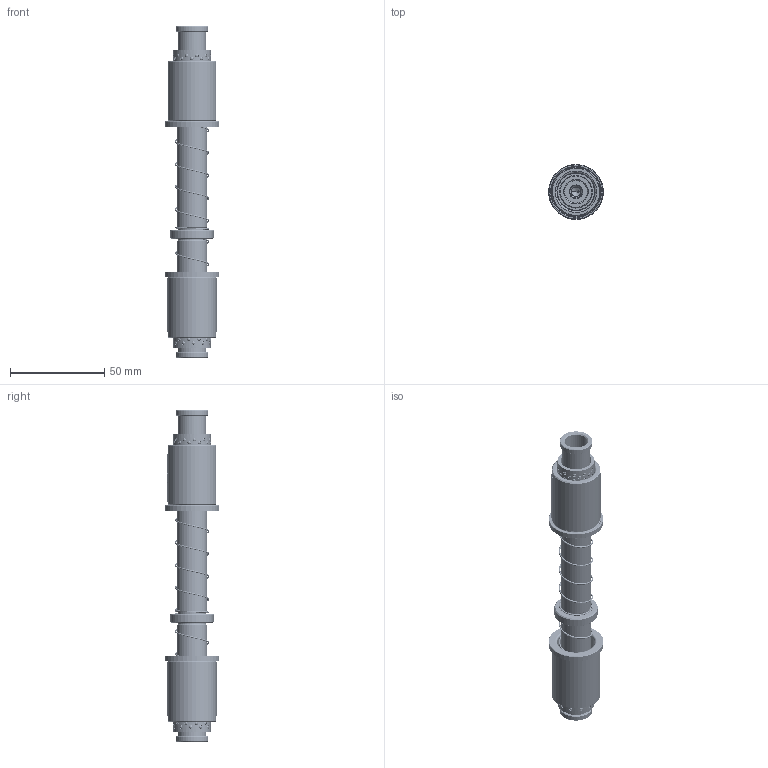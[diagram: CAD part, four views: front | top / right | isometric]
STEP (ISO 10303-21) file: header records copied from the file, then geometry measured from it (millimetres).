
FILE_DESCRIPTION (( 'STEP AP214' ), '1' );
FILE_NAME ('BJGPH BSGPH-D16-LA90-LB50-絳杶BL35.STEP', '2021-09-29T06:43:32', ( 'User' ), ( 'china' ), 'SwSTEP 2.0', 'SolidWorks 2016', '' );
FILE_SCHEMA (( 'AUTOMOTIVE_DESIGN' ));
Length unit declared in the file: millimetre
Products named in the file (10): HWP-B-D18.3-d16.5-L80; HWP-B-D18.3-d16.5-L40; GGTK-D17.3-d15 -15; BSH BJH-D19.7-16.3-L30; BALL-D2; GPWH-D16-90-50-10; BJGPH BSGPH-D16-LA90-LB50-絳杶BL35; GBBH--D26-d20-L35; GBBH-D26-d20-L35
Assembly tree (175 placements, depth 3):
  BJGPH BSGPH-D16-LA90-LB50-絳杶BL35
    GPWH-D16-90-50-10
    BSH BJH-D19.7-16.3-L30  x2
      BSH BJH-D19.7-16.3-L30
      BALL-D2
    GGTK-D17.3-d15 -15  x2
    HWP-B-D18.3-d16.5-L40
    HWP-B-D18.3-d16.5-L80
    GBBH-D26-d20-L35
    GBBH--D26-d20-L35
Bounding box: 29 x 29 x 176 mm (x, y, z)
Volume: 52951.8 mm3; surface area: 39635.6 mm2
Topology: 339 solids, 339 shells, 1529 faces, 6500 edges, 4305 vertices
Faces by surface type: sphere 1320, cylinder 68, cone 68, plane 42, torus 20, bspline 11
Entity records: 34069 total; most frequent: CARTESIAN_POINT 19703, ORIENTED_EDGE 2856, DIRECTION 2572, EDGE_CURVE 1428, AXIS2_PLACEMENT_3D 1213, VERTEX_POINT 932, EDGE_LOOP 848, B_SPLINE_CURVE_WITH_KNOTS 740
